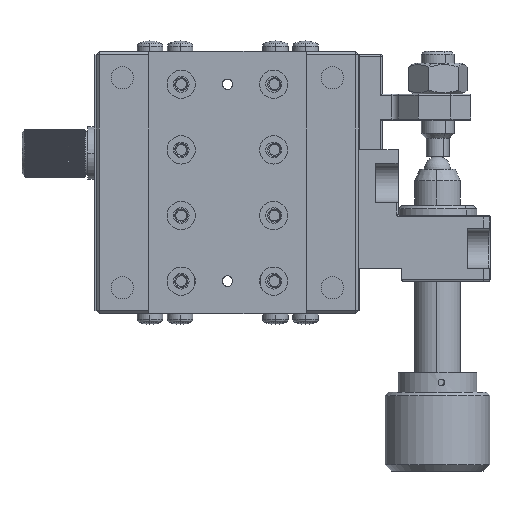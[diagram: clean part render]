
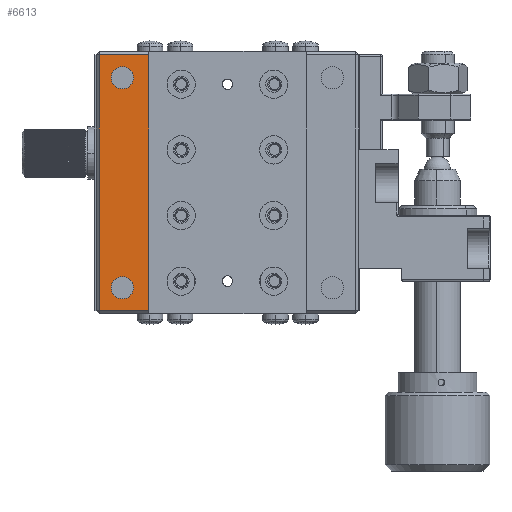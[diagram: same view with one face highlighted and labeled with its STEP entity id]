
A CAD part, left-side view. The second image highlights one B-rep face of the part: STEP entity #6613.
In plain terms, the highlighted planar face has unit normal (-1, 0, 0).
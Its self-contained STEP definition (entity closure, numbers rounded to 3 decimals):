
#500 = DIRECTION ( 'NONE',  ( 1., 0., 0. ) ) ;
#555 = CARTESIAN_POINT ( 'NONE',  ( 0., 32., 0. ) ) ;
#707 = DIRECTION ( 'NONE',  ( 1., 0., 0. ) ) ;
#1585 = VERTEX_POINT ( 'NONE', #20949 ) ;
#2369 = CARTESIAN_POINT ( 'NONE',  ( 0., 36., 4. ) ) ;
#3375 = CARTESIAN_POINT ( 'NONE',  ( 0., 32., 39.5 ) ) ;
#3397 = CIRCLE ( 'NONE', #29034, 1.7 ) ;
#4713 = LINE ( 'NONE', #22078, #22989 ) ;
#5168 = FACE_OUTER_BOUND ( 'NONE', #12661, .T. ) ;
#5619 = EDGE_CURVE ( 'NONE', #1585, #38619, #4713, .T. ) ;
#5673 = CARTESIAN_POINT ( 'NONE',  ( 0., 36., 2.3 ) ) ;
#5734 = DIRECTION ( 'NONE',  ( 0., 0., -1. ) ) ;
#6613 = ADVANCED_FACE ( 'NONE', ( #8554, #10453, #5168 ), #31337, .F. ) ;
#6667 = DIRECTION ( 'NONE',  ( 0., 0., -1. ) ) ;
#6731 = CIRCLE ( 'NONE', #36779, 1.7 ) ;
#7061 = VERTEX_POINT ( 'NONE', #3375 ) ;
#7650 = CARTESIAN_POINT ( 'NONE',  ( 0., 40., 0.5 ) ) ;
#8356 = VECTOR ( 'NONE', #10612, 1000. ) ;
#8554 = FACE_BOUND ( 'NONE', #36589, .T. ) ;
#9294 = LINE ( 'NONE', #555, #15498 ) ;
#9867 = DIRECTION ( 'NONE',  ( 1., 0., 0. ) ) ;
#10453 = FACE_BOUND ( 'NONE', #13561, .T. ) ;
#10612 = DIRECTION ( 'NONE',  ( 0., -1., 0. ) ) ;
#11171 = CARTESIAN_POINT ( 'NONE',  ( 0., 36., 36. ) ) ;
#11995 = EDGE_CURVE ( 'NONE', #16668, #20477, #23928, .T. ) ;
#12661 = EDGE_LOOP ( 'NONE', ( #13014, #32424, #12831, #27225 ) ) ;
#12724 = AXIS2_PLACEMENT_3D ( 'NONE', #11171, #35254, #32669 ) ;
#12831 = ORIENTED_EDGE ( 'NONE', *, *, #20129, .T. ) ;
#12922 = CARTESIAN_POINT ( 'NONE',  ( 0., 40., 40. ) ) ;
#13014 = ORIENTED_EDGE ( 'NONE', *, *, #35277, .T. ) ;
#13561 = EDGE_LOOP ( 'NONE', ( #30802, #34938 ) ) ;
#14698 = DIRECTION ( 'NONE',  ( 1., 0., 0. ) ) ;
#14875 = CARTESIAN_POINT ( 'NONE',  ( 0., 40., 39.5 ) ) ;
#15498 = VECTOR ( 'NONE', #25120, 1000. ) ;
#15939 = DIRECTION ( 'NONE',  ( 0., 0., -1. ) ) ;
#16282 = DIRECTION ( 'NONE',  ( 0., 0., -1. ) ) ;
#16668 = VERTEX_POINT ( 'NONE', #24580 ) ;
#17259 = ORIENTED_EDGE ( 'NONE', *, *, #11995, .T. ) ;
#18633 = EDGE_CURVE ( 'NONE', #28303, #34910, #18691, .T. ) ;
#18691 = CIRCLE ( 'NONE', #33262, 1.7 ) ;
#18974 = CARTESIAN_POINT ( 'NONE',  ( 0., 36., 4. ) ) ;
#20129 = EDGE_CURVE ( 'NONE', #7061, #1585, #25710, .T. ) ;
#20477 = VERTEX_POINT ( 'NONE', #32618 ) ;
#20949 = CARTESIAN_POINT ( 'NONE',  ( 0., 39.5, 39.5 ) ) ;
#21734 = CARTESIAN_POINT ( 'NONE',  ( 0., 36., 36. ) ) ;
#21814 = VERTEX_POINT ( 'NONE', #35019 ) ;
#22078 = CARTESIAN_POINT ( 'NONE',  ( 0., 39.5, 40. ) ) ;
#22989 = VECTOR ( 'NONE', #16282, 1000. ) ;
#23197 = EDGE_CURVE ( 'NONE', #34910, #28303, #3397, .T. ) ;
#23928 = CIRCLE ( 'NONE', #12724, 1.7 ) ;
#24580 = CARTESIAN_POINT ( 'NONE',  ( 0., 36., 34.3 ) ) ;
#25120 = DIRECTION ( 'NONE',  ( 0., 0., -1. ) ) ;
#25415 = AXIS2_PLACEMENT_3D ( 'NONE', #12922, #707, #31600 ) ;
#25710 = LINE ( 'NONE', #14875, #31480 ) ;
#27225 = ORIENTED_EDGE ( 'NONE', *, *, #5619, .T. ) ;
#28303 = VERTEX_POINT ( 'NONE', #31769 ) ;
#29034 = AXIS2_PLACEMENT_3D ( 'NONE', #18974, #9867, #6667 ) ;
#29559 = CARTESIAN_POINT ( 'NONE',  ( 0., 39.5, 0.5 ) ) ;
#30412 = EDGE_CURVE ( 'NONE', #20477, #16668, #6731, .T. ) ;
#30610 = DIRECTION ( 'NONE',  ( 0., 1., 0. ) ) ;
#30802 = ORIENTED_EDGE ( 'NONE', *, *, #23197, .T. ) ;
#31337 = PLANE ( 'NONE',  #25415 ) ;
#31480 = VECTOR ( 'NONE', #30610, 1000. ) ;
#31600 = DIRECTION ( 'NONE',  ( 0., 0., -1. ) ) ;
#31769 = CARTESIAN_POINT ( 'NONE',  ( 0., 36., 5.7 ) ) ;
#32424 = ORIENTED_EDGE ( 'NONE', *, *, #35917, .F. ) ;
#32618 = CARTESIAN_POINT ( 'NONE',  ( 0., 36., 37.7 ) ) ;
#32669 = DIRECTION ( 'NONE',  ( 0., 0., -1. ) ) ;
#33262 = AXIS2_PLACEMENT_3D ( 'NONE', #2369, #14698, #5734 ) ;
#33382 = ORIENTED_EDGE ( 'NONE', *, *, #30412, .T. ) ;
#34819 = LINE ( 'NONE', #7650, #8356 ) ;
#34910 = VERTEX_POINT ( 'NONE', #5673 ) ;
#34938 = ORIENTED_EDGE ( 'NONE', *, *, #18633, .T. ) ;
#35019 = CARTESIAN_POINT ( 'NONE',  ( 0., 32., 0.5 ) ) ;
#35254 = DIRECTION ( 'NONE',  ( 1., 0., 0. ) ) ;
#35277 = EDGE_CURVE ( 'NONE', #38619, #21814, #34819, .T. ) ;
#35917 = EDGE_CURVE ( 'NONE', #7061, #21814, #9294, .T. ) ;
#36589 = EDGE_LOOP ( 'NONE', ( #17259, #33382 ) ) ;
#36779 = AXIS2_PLACEMENT_3D ( 'NONE', #21734, #500, #15939 ) ;
#38619 = VERTEX_POINT ( 'NONE', #29559 ) ;
